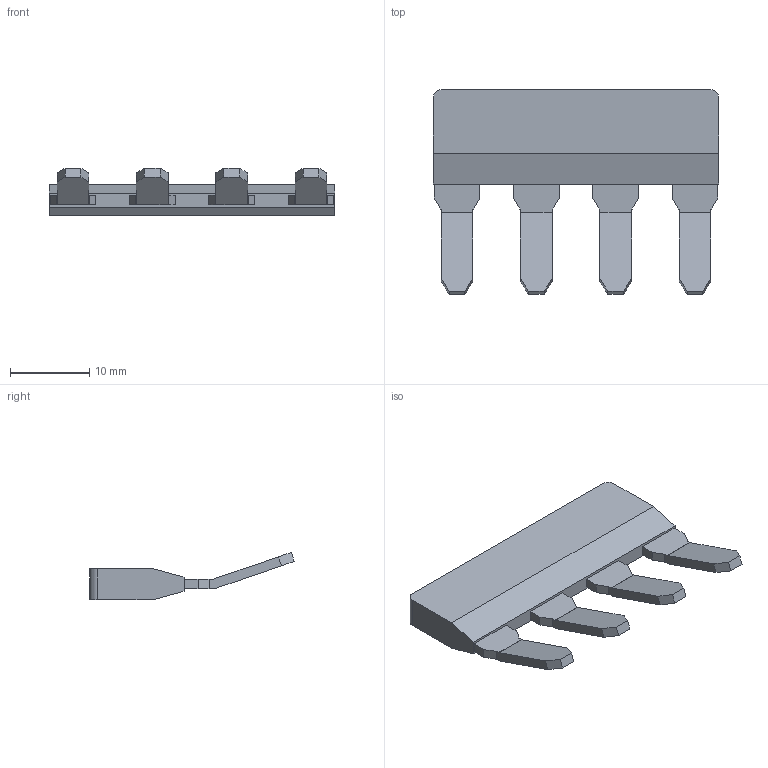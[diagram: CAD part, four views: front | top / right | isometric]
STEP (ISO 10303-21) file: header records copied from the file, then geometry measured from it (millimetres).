
FILE_DESCRIPTION (( 'STEP AP214' ), '1' );
FILE_NAME ('TKO 110_4.STP', '2013-11-14T12:49:30', ( 'arge' ), ( 'Microsoft' ), 'SwSTEP 2.0', 'SolidWorks 2013', '' );
FILE_SCHEMA (( 'AUTOMOTIVE_DESIGN' ));
Length unit declared in the file: millimetre
Products named in the file (1): TKO 110_4
Bounding box: 35.95 x 25.82 x 5.97 mm (x, y, z)
Volume: 1807.5 mm3; surface area: 1756.9 mm2
Topology: 1 solids, 1 shells, 82 faces, 228 edges, 152 vertices
Faces by surface type: plane 72, cylinder 10
Entity records: 3528 total; most frequent: CARTESIAN_POINT 463, ORIENTED_EDGE 456, DIRECTION 414, EDGE_CURVE 228, VECTOR 208, LINE 208, VERTEX_POINT 152, AXIS2_PLACEMENT_3D 103
